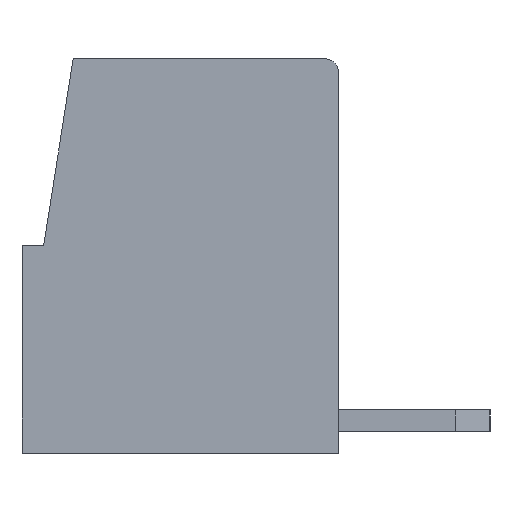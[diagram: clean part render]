
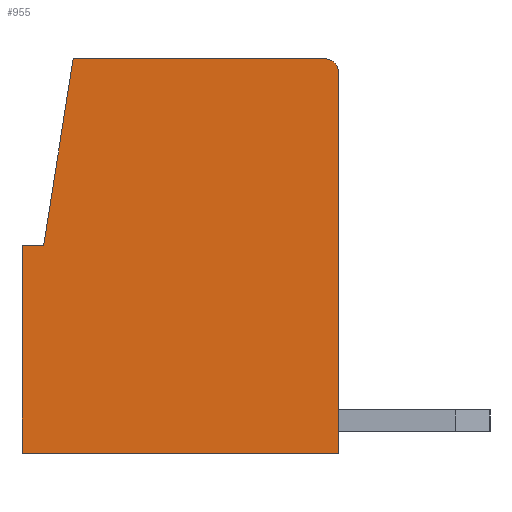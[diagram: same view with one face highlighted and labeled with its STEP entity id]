
A CAD part, left-side view. The second image highlights one B-rep face of the part: STEP entity #955.
In plain terms, the highlighted planar face has unit normal (-1, 0, 0).
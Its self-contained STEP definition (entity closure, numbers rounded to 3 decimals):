
#955 = ADVANCED_FACE( '', ( #2062 ), #2063, .F. );
#2062 = FACE_OUTER_BOUND( '', #3330, .T. );
#2063 = PLANE( '', #3331 );
#3330 = EDGE_LOOP( '', ( #6003, #6004, #6005, #6006, #6007, #6008, #6009 ) );
#3331 = AXIS2_PLACEMENT_3D( '', #6010, #6011, #6012 );
#6003 = ORIENTED_EDGE( '', *, *, #7976, .T. );
#6004 = ORIENTED_EDGE( '', *, *, #8120, .F. );
#6005 = ORIENTED_EDGE( '', *, *, #8602, .F. );
#6006 = ORIENTED_EDGE( '', *, *, #8603, .T. );
#6007 = ORIENTED_EDGE( '', *, *, #8604, .T. );
#6008 = ORIENTED_EDGE( '', *, *, #8148, .T. );
#6009 = ORIENTED_EDGE( '', *, *, #7566, .T. );
#6010 = CARTESIAN_POINT( '', ( -1.905, -11.88, 0. ) );
#6011 = DIRECTION( '', ( 1., 0., 0. ) );
#6012 = DIRECTION( '', ( 0., 1., 0. ) );
#7566 = EDGE_CURVE( '', #9042, #9046, #9048, .T. );
#7976 = EDGE_CURVE( '', #9046, #9770, #9772, .T. );
#8120 = EDGE_CURVE( '', #10004, #9770, #10006, .T. );
#8148 = EDGE_CURVE( '', #10045, #9042, #10046, .T. );
#8602 = EDGE_CURVE( '', #10677, #10004, #10678, .T. );
#8603 = EDGE_CURVE( '', #10677, #10679, #10680, .T. );
#8604 = EDGE_CURVE( '', #10679, #10045, #10681, .T. );
#9042 = VERTEX_POINT( '', #11204 );
#9046 = VERTEX_POINT( '', #11210 );
#9048 = LINE( '', #11213, #11214 );
#9770 = VERTEX_POINT( '', #12247 );
#9772 = LINE( '', #12250, #12251 );
#10004 = VERTEX_POINT( '', #12590 );
#10006 = CIRCLE( '', #12593, 0.3 );
#10045 = VERTEX_POINT( '', #12651 );
#10046 = LINE( '', #12652, #12653 );
#10677 = VERTEX_POINT( '', #13594 );
#10678 = LINE( '', #13595, #13596 );
#10679 = VERTEX_POINT( '', #13597 );
#10680 = LINE( '', #13598, #13599 );
#10681 = LINE( '', #13600, #13601 );
#11204 = CARTESIAN_POINT( '', ( -1.905, 0., 0. ) );
#11210 = CARTESIAN_POINT( '', ( -1.905, -7.3, 0. ) );
#11213 = CARTESIAN_POINT( '', ( -1.905, -3.5, 0. ) );
#11214 = VECTOR( '', #14198, 1000. );
#12247 = CARTESIAN_POINT( '', ( -1.905, -7.3, 8.8 ) );
#12250 = CARTESIAN_POINT( '', ( -1.905, -7.3, 0. ) );
#12251 = VECTOR( '', #14607, 1000. );
#12590 = CARTESIAN_POINT( '', ( -1.905, -7., 9.1 ) );
#12593 = AXIS2_PLACEMENT_3D( '', #14740, #14741, #14742 );
#12651 = CARTESIAN_POINT( '', ( -1.905, 0., 4.8 ) );
#12652 = CARTESIAN_POINT( '', ( -1.905, 0., 0. ) );
#12653 = VECTOR( '', #14765, 1000. );
#13594 = CARTESIAN_POINT( '', ( -1.905, -1.181, 9.1 ) );
#13595 = CARTESIAN_POINT( '', ( -1.905, -3.5, 9.1 ) );
#13596 = VECTOR( '', #15121, 1000. );
#13597 = CARTESIAN_POINT( '', ( -1.905, -0.5, 4.8 ) );
#13598 = CARTESIAN_POINT( '', ( -1.905, 0.26, 0. ) );
#13599 = VECTOR( '', #15122, 1000. );
#13600 = CARTESIAN_POINT( '', ( -1.905, -3.5, 4.8 ) );
#13601 = VECTOR( '', #15123, 1000. );
#14198 = DIRECTION( '', ( 0., -1., 0. ) );
#14607 = DIRECTION( '', ( 0., 0., 1. ) );
#14740 = CARTESIAN_POINT( '', ( -1.905, -7., 8.8 ) );
#14741 = DIRECTION( '', ( 1., 0., 0. ) );
#14742 = DIRECTION( '', ( 0., -1., 0. ) );
#14765 = DIRECTION( '', ( 0., 0., -1. ) );
#15121 = DIRECTION( '', ( 0., -1., 0. ) );
#15122 = DIRECTION( '', ( 0., 0.156, -0.988 ) );
#15123 = DIRECTION( '', ( 0., 1., 0. ) );
